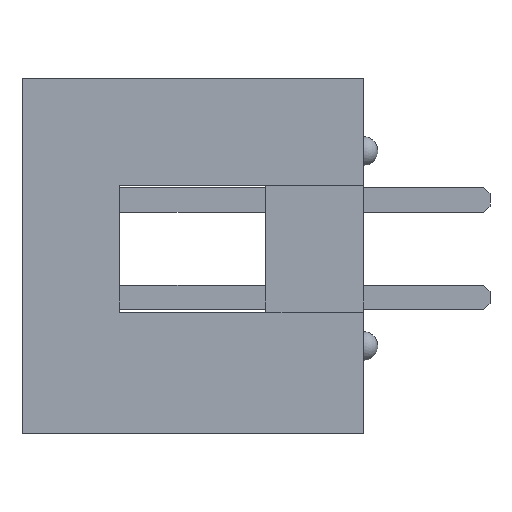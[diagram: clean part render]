
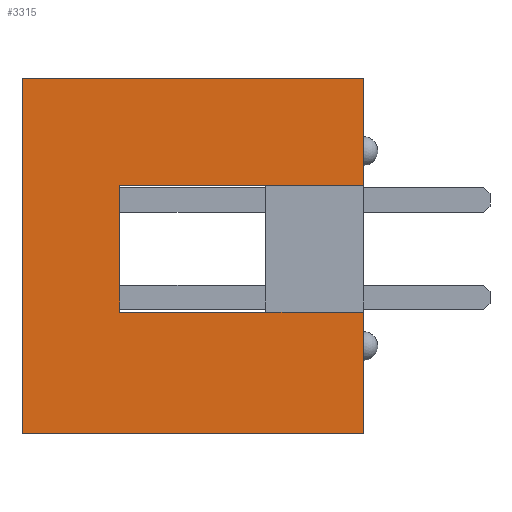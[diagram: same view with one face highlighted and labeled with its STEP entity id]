
A CAD part, left-side view. The second image highlights one B-rep face of the part: STEP entity #3315.
In plain terms, the highlighted planar face has unit normal (-1, 0, 0).
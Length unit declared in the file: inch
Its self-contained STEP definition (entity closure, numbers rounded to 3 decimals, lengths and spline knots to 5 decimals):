
#141=ORIENTED_EDGE('',*,*,#1047,.F.);
#142=ORIENTED_EDGE('',*,*,#1073,.F.);
#143=ORIENTED_EDGE('',*,*,#1070,.F.);
#144=ORIENTED_EDGE('',*,*,#1094,.F.);
#145=ORIENTED_EDGE('',*,*,#1095,.T.);
#146=ORIENTED_EDGE('',*,*,#1096,.T.);
#147=ORIENTED_EDGE('',*,*,#1066,.F.);
#148=ORIENTED_EDGE('',*,*,#1086,.F.);
#1047=EDGE_CURVE('',#1531,#1511,#1855,.T.);
#1066=EDGE_CURVE('',#1550,#1551,#1870,.T.);
#1070=EDGE_CURVE('',#1554,#1555,#1874,.T.);
#1073=EDGE_CURVE('',#1555,#1531,#1877,.T.);
#1086=EDGE_CURVE('',#1511,#1550,#1890,.T.);
#1094=EDGE_CURVE('',#1565,#1554,#1898,.T.);
#1095=EDGE_CURVE('',#1565,#1566,#1899,.T.);
#1096=EDGE_CURVE('',#1566,#1551,#1900,.T.);
#1511=VERTEX_POINT('',#4545);
#1531=VERTEX_POINT('',#4586);
#1550=VERTEX_POINT('',#4625);
#1551=VERTEX_POINT('',#4627);
#1554=VERTEX_POINT('',#4633);
#1555=VERTEX_POINT('',#4635);
#1565=VERTEX_POINT('',#4677);
#1566=VERTEX_POINT('',#4679);
#1855=LINE('',#4587,#2337);
#1870=LINE('',#4626,#2352);
#1874=LINE('',#4634,#2356);
#1877=LINE('',#4639,#2359);
#1890=LINE('',#4662,#2372);
#1898=LINE('',#4676,#2380);
#1899=LINE('',#4678,#2381);
#1900=LINE('',#4680,#2382);
#2337=VECTOR('',#3725,39.37008);
#2352=VECTOR('',#3750,39.37008);
#2356=VECTOR('',#3754,39.37008);
#2359=VECTOR('',#3759,39.37008);
#2372=VECTOR('',#3782,39.37008);
#2380=VECTOR('',#3794,39.37008);
#2381=VECTOR('',#3795,39.37008);
#2382=VECTOR('',#3796,39.37008);
#2805=EDGE_LOOP('',(#141,#142,#143,#144,#145,#146,#147,#148));
#2979=FACE_BOUND('',#2805,.T.);
#3149=PLANE('',#3526);
#3315=ADVANCED_FACE('',(#2979),#3149,.F.);
#3526=AXIS2_PLACEMENT_3D('',#4675,#3792,#3793);
#3725=DIRECTION('',(0.,0.,1.));
#3750=DIRECTION('',(0.,0.,-1.));
#3754=DIRECTION('',(0.,0.,-1.));
#3759=DIRECTION('',(0.,1.,0.));
#3782=DIRECTION('',(0.,-1.,0.));
#3792=DIRECTION('',(1.,0.,0.));
#3793=DIRECTION('',(0.,0.,-1.));
#3794=DIRECTION('',(0.,-1.,0.));
#3795=DIRECTION('',(0.,0.,1.));
#3796=DIRECTION('',(0.,-1.,0.));
#4545=CARTESIAN_POINT('',(-0.4,0.35,0.175));
#4586=CARTESIAN_POINT('',(-0.4,0.35,-0.19));
#4587=CARTESIAN_POINT('',(-0.4,0.35,-0.19));
#4625=CARTESIAN_POINT('',(-0.4,0.,0.175));
#4626=CARTESIAN_POINT('',(-0.4,0.,0.175));
#4627=CARTESIAN_POINT('',(-0.4,0.,0.065));
#4633=CARTESIAN_POINT('',(-0.4,0.,-0.065));
#4634=CARTESIAN_POINT('',(-0.4,0.,0.175));
#4635=CARTESIAN_POINT('',(-0.4,0.,-0.19));
#4639=CARTESIAN_POINT('',(-0.4,0.,-0.19));
#4662=CARTESIAN_POINT('',(-0.4,0.35,0.175));
#4675=CARTESIAN_POINT('',(-0.4,0.,0.));
#4676=CARTESIAN_POINT('',(-0.4,0.25,-0.065));
#4677=CARTESIAN_POINT('',(-0.4,0.25,-0.065));
#4678=CARTESIAN_POINT('',(-0.4,0.25,0.));
#4679=CARTESIAN_POINT('',(-0.4,0.25,0.065));
#4680=CARTESIAN_POINT('',(-0.4,0.25,0.065));
